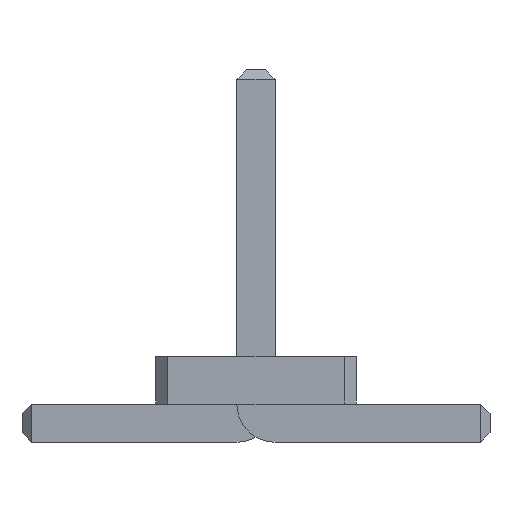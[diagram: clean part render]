
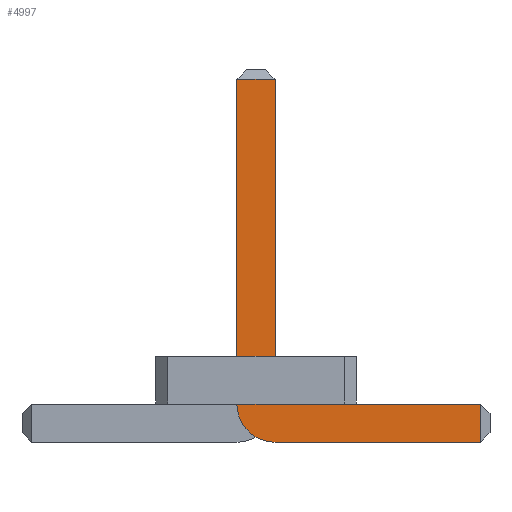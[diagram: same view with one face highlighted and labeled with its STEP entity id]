
A CAD part, front view. The second image highlights one B-rep face of the part: STEP entity #4997.
In plain terms, the highlighted planar face has unit normal (0, -1, 0).
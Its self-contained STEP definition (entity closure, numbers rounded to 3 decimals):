
#67=DIRECTION('',(1.,0.,0.));
#2264=VECTOR('',#67,1.);
#2317=DIRECTION('',(-1.,0.,0.));
#4795=VECTOR('',#2317,1.);
#4803=DIRECTION('',(-0.,1.,0.));
#4804=DIRECTION('',(0.,0.,-1.));
#4811=VECTOR('',#4812,1.);
#4812=DIRECTION('',(0.,0.,1.));
#4823=VECTOR('',#4804,1.);
#4835=DIRECTION('',(0.,1.,0.));
#4836=DIRECTION('',(1.,0.,0.));
#4843=VERTEX_POINT('',#4844);
#4844=CARTESIAN_POINT('',(2.35,-24.33,0.));
#4847=ORIENTED_EDGE('',*,*,#4848,.T.);
#4848=EDGE_CURVE('',#4843,#4849,#4851,.T.);
#4849=VERTEX_POINT('',#4850);
#4850=CARTESIAN_POINT('',(0.2,-24.33,0.));
#4851=LINE('',#4852,#4795);
#4852=CARTESIAN_POINT('',(2.45,-24.33,0.));
#4891=VERTEX_POINT('',#4892);
#4892=CARTESIAN_POINT('',(-0.2,-24.33,0.4));
#4895=EDGE_CURVE('',#4849,#4891,#4896,.T.);
#4896=CIRCLE('',#4897,0.4);
#4897=AXIS2_PLACEMENT_3D('',#4898,#4803,#4804);
#4898=CARTESIAN_POINT('',(0.2,-24.33,0.4));
#4907=VERTEX_POINT('',#4898);
#4909=ORIENTED_EDGE('',*,*,#4910,.T.);
#4910=EDGE_CURVE('',#4907,#4911,#4913,.T.);
#4911=VERTEX_POINT('',#4912);
#4912=CARTESIAN_POINT('',(2.35,-24.33,0.4));
#4913=LINE('',#4898,#2264);
#4923=ORIENTED_EDGE('',*,*,#4924,.T.);
#4924=EDGE_CURVE('',#4891,#4925,#4927,.T.);
#4925=VERTEX_POINT('',#4926);
#4926=CARTESIAN_POINT('',(-0.2,-24.33,3.8));
#4927=LINE('',#4928,#4811);
#4928=CARTESIAN_POINT('',(-0.2,-24.33,0.));
#4941=VERTEX_POINT('',#4942);
#4942=CARTESIAN_POINT('',(0.2,-24.33,3.8));
#4944=ORIENTED_EDGE('',*,*,#4945,.T.);
#4945=EDGE_CURVE('',#4941,#4907,#4946,.T.);
#4946=LINE('',#4947,#4823);
#4947=CARTESIAN_POINT('',(0.2,-24.33,3.9));
#4997=ADVANCED_FACE('',(#4998),#5007,.F.);
#4998=FACE_BOUND('',#4999,.F.);
#4999=EDGE_LOOP('',(#4847,#5000,#4923,#5001,#4944,#4909,#5004));
#5000=ORIENTED_EDGE('',*,*,#4895,.T.);
#5001=ORIENTED_EDGE('',*,*,#5002,.T.);
#5002=EDGE_CURVE('',#4925,#4941,#5003,.T.);
#5003=LINE('',#4926,#2264);
#5004=ORIENTED_EDGE('',*,*,#5005,.T.);
#5005=EDGE_CURVE('',#4911,#4843,#5006,.T.);
#5006=LINE('',#4912,#4823);
#5007=PLANE('',#5008);
#5008=AXIS2_PLACEMENT_3D('',#5009,#4835,#4836);
#5009=CARTESIAN_POINT('',(0.524,-24.33,1.349));
